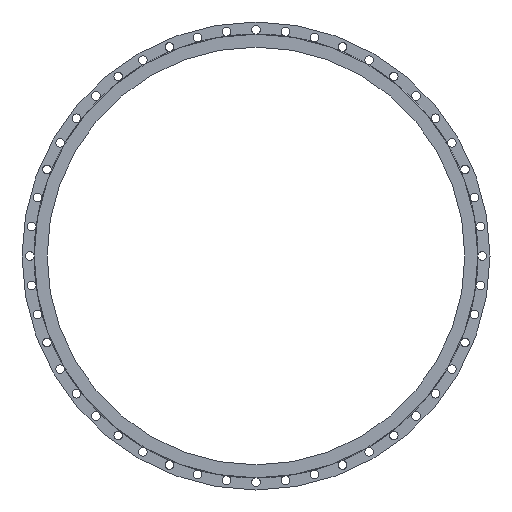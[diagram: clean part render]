
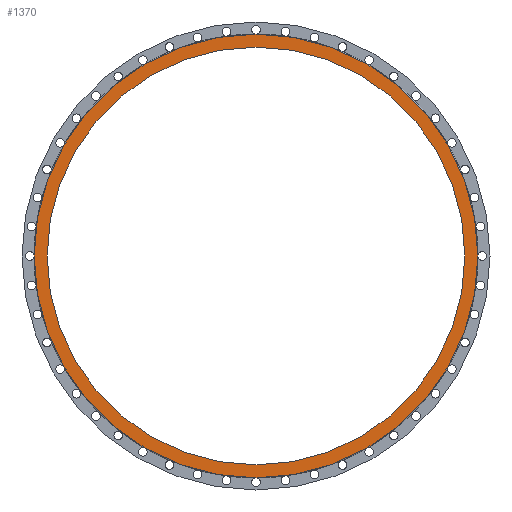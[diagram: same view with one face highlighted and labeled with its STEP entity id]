
A CAD part, left-side view. The second image highlights one B-rep face of the part: STEP entity #1370.
In plain terms, the highlighted planar face has unit normal (-1, 0, 0).
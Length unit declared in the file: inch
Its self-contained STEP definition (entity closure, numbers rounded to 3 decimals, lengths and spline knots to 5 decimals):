
#46 = ORIENTED_EDGE ( 'NONE', *, *, #350, .F. ) ;
#82 = AXIS2_PLACEMENT_3D ( 'NONE', #420, #4044, #1819 ) ;
#228 = VERTEX_POINT ( 'NONE', #2071 ) ;
#349 = CARTESIAN_POINT ( 'NONE',  ( -0.14414, 0., 0. ) ) ;
#350 = EDGE_CURVE ( 'NONE', #3001, #228, #1173, .T. ) ;
#420 = CARTESIAN_POINT ( 'NONE',  ( -0.14414, 0., 0. ) ) ;
#595 = CARTESIAN_POINT ( 'NONE',  ( -0.14414, 0., 0. ) ) ;
#746 = CARTESIAN_POINT ( 'NONE',  ( -0.14414, 0., 0. ) ) ;
#891 = EDGE_CURVE ( 'NONE', #228, #3001, #4699, .T. ) ;
#1072 = AXIS2_PLACEMENT_3D ( 'NONE', #595, #3944, #2828 ) ;
#1173 = CIRCLE ( 'NONE', #3398, 30.125 ) ;
#1357 = CARTESIAN_POINT ( 'NONE',  ( -0.14414, 0., 32. ) ) ;
#1370 = ADVANCED_FACE ( 'NONE', ( #3052, #4154 ), #3818, .T. ) ;
#1394 = CIRCLE ( 'NONE', #1072, 32. ) ;
#1501 = CARTESIAN_POINT ( 'NONE',  ( -0.14414, 0., 30.125 ) ) ;
#1539 = ORIENTED_EDGE ( 'NONE', *, *, #2518, .T. ) ;
#1599 = DIRECTION ( 'NONE',  ( -1., 0., 0. ) ) ;
#1819 = DIRECTION ( 'NONE',  ( 0., 0., 1. ) ) ;
#2071 = CARTESIAN_POINT ( 'NONE',  ( -0.14414, 0., -30.125 ) ) ;
#2078 = VERTEX_POINT ( 'NONE', #1357 ) ;
#2179 = DIRECTION ( 'NONE',  ( 0., 0., 1. ) ) ;
#2462 = CIRCLE ( 'NONE', #82, 32. ) ;
#2518 = EDGE_CURVE ( 'NONE', #4572, #2078, #1394, .T. ) ;
#2567 = EDGE_LOOP ( 'NONE', ( #2982, #1539 ) ) ;
#2580 = DIRECTION ( 'NONE',  ( -1., 0., 0. ) ) ;
#2611 = EDGE_CURVE ( 'NONE', #2078, #4572, #2462, .T. ) ;
#2646 = CARTESIAN_POINT ( 'NONE',  ( -0.14414, 0., 0. ) ) ;
#2727 = AXIS2_PLACEMENT_3D ( 'NONE', #2646, #1599, #2728 ) ;
#2728 = DIRECTION ( 'NONE',  ( 0., 0., 1. ) ) ;
#2828 = DIRECTION ( 'NONE',  ( 0., 0., 1. ) ) ;
#2982 = ORIENTED_EDGE ( 'NONE', *, *, #2611, .T. ) ;
#3001 = VERTEX_POINT ( 'NONE', #1501 ) ;
#3052 = FACE_OUTER_BOUND ( 'NONE', #2567, .T. ) ;
#3201 = DIRECTION ( 'NONE',  ( -1., 0., 0. ) ) ;
#3252 = AXIS2_PLACEMENT_3D ( 'NONE', #349, #3201, #4297 ) ;
#3398 = AXIS2_PLACEMENT_3D ( 'NONE', #746, #2580, #2179 ) ;
#3598 = EDGE_LOOP ( 'NONE', ( #46, #4465 ) ) ;
#3818 = PLANE ( 'NONE',  #2727 ) ;
#3944 = DIRECTION ( 'NONE',  ( -1., 0., 0. ) ) ;
#4044 = DIRECTION ( 'NONE',  ( -1., 0., 0. ) ) ;
#4154 = FACE_BOUND ( 'NONE', #3598, .T. ) ;
#4297 = DIRECTION ( 'NONE',  ( 0., 0., 1. ) ) ;
#4465 = ORIENTED_EDGE ( 'NONE', *, *, #891, .F. ) ;
#4572 = VERTEX_POINT ( 'NONE', #4733 ) ;
#4699 = CIRCLE ( 'NONE', #3252, 30.125 ) ;
#4733 = CARTESIAN_POINT ( 'NONE',  ( -0.14414, 0., -32. ) ) ;
